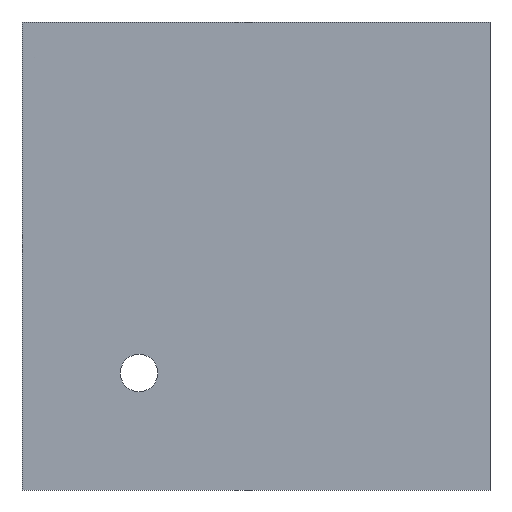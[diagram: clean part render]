
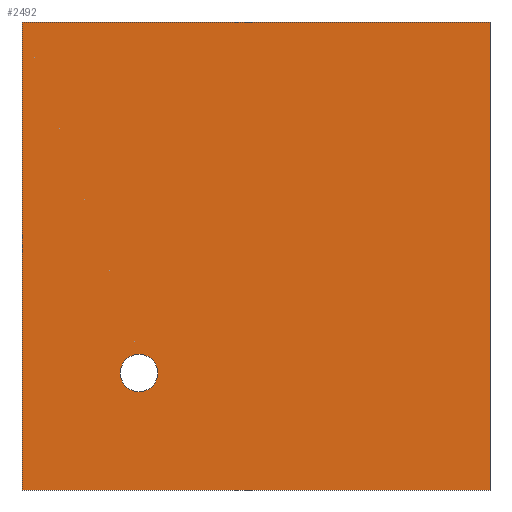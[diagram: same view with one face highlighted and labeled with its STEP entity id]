
A CAD part, front view. The second image highlights one B-rep face of the part: STEP entity #2492.
In plain terms, the highlighted planar face has unit normal (0, -1, 0).
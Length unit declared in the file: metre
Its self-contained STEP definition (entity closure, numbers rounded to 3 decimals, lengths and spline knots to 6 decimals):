
#46=CIRCLE('',#2656,0.003);
#214=ORIENTED_EDGE('',*,*,#904,.F.);
#215=ORIENTED_EDGE('',*,*,#905,.T.);
#216=ORIENTED_EDGE('',*,*,#798,.T.);
#217=ORIENTED_EDGE('',*,*,#906,.T.);
#218=ORIENTED_EDGE('',*,*,#907,.T.);
#798=EDGE_CURVE('',#1132,#1153,#1391,.T.);
#904=EDGE_CURVE('',#1244,#1245,#1486,.T.);
#905=EDGE_CURVE('',#1244,#1132,#1487,.T.);
#906=EDGE_CURVE('',#1153,#1245,#1488,.T.);
#907=EDGE_CURVE('',#1246,#1246,#46,.T.);
#1132=VERTEX_POINT('',#3469);
#1153=VERTEX_POINT('',#3511);
#1244=VERTEX_POINT('',#3724);
#1245=VERTEX_POINT('',#3725);
#1246=VERTEX_POINT('',#3729);
#1391=LINE('',#3512,#1715);
#1486=LINE('',#3723,#1810);
#1487=LINE('',#3726,#1811);
#1488=LINE('',#3727,#1812);
#1715=VECTOR('',#2828,1.);
#1810=VECTOR('',#2975,1.);
#1811=VECTOR('',#2976,1.);
#1812=VECTOR('',#2977,1.);
#2042=EDGE_LOOP('',(#214,#215,#216,#217));
#2043=EDGE_LOOP('',(#218));
#2214=FACE_BOUND('',#2042,.T.);
#2215=FACE_BOUND('',#2043,.T.);
#2370=PLANE('',#2655);
#2492=ADVANCED_FACE('',(#2214,#2215),#2370,.F.);
#2655=AXIS2_PLACEMENT_3D('',#3722,#2973,#2974);
#2656=AXIS2_PLACEMENT_3D('',#3728,#2978,#2979);
#2828=DIRECTION('',(0.,0.,1.));
#2973=DIRECTION('',(0.,1.,0.));
#2974=DIRECTION('',(0.,0.,1.));
#2975=DIRECTION('',(0.,0.,1.));
#2976=DIRECTION('',(1.,0.,0.));
#2977=DIRECTION('',(-1.,0.,0.));
#2978=DIRECTION('',(0.,1.,0.));
#2979=DIRECTION('',(-1.,0.,0.));
#3469=CARTESIAN_POINT('',(0.0375,-0.0375,-0.075));
#3511=CARTESIAN_POINT('',(0.0375,-0.0375,0.));
#3512=CARTESIAN_POINT('',(0.0375,-0.0375,-0.003));
#3722=CARTESIAN_POINT('',(0.031875,-0.0375,-0.003));
#3723=CARTESIAN_POINT('',(-0.0375,-0.0375,-0.003));
#3724=CARTESIAN_POINT('',(-0.0375,-0.0375,-0.075));
#3725=CARTESIAN_POINT('',(-0.0375,-0.0375,0.));
#3726=CARTESIAN_POINT('',(0.0345,-0.0375,-0.075));
#3727=CARTESIAN_POINT('',(0.031875,-0.0375,0.));
#3728=CARTESIAN_POINT('',(-0.01875,-0.0375,-0.05625));
#3729=CARTESIAN_POINT('',(-0.02175,-0.0375,-0.05625));
